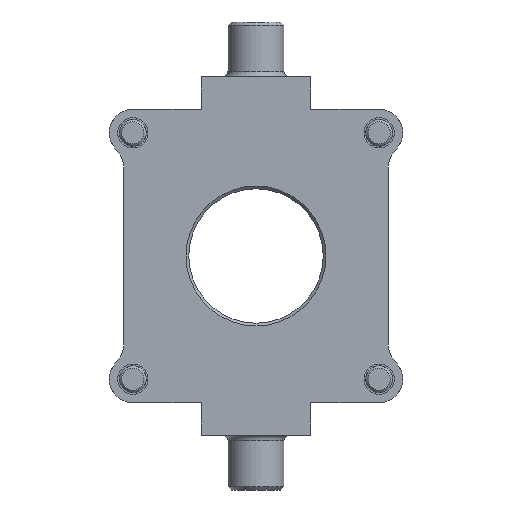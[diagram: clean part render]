
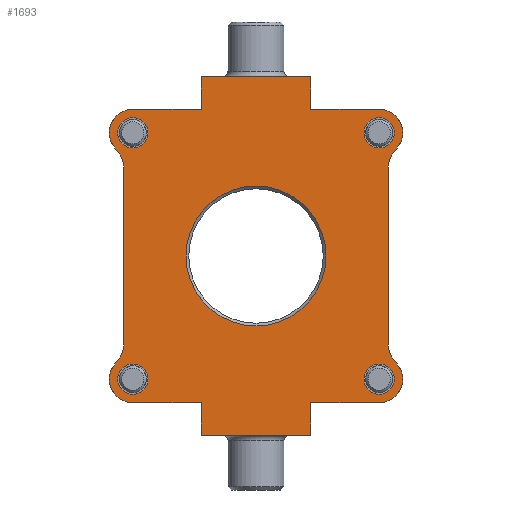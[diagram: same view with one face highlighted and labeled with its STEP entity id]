
A CAD part, front view. The second image highlights one B-rep face of the part: STEP entity #1693.
In plain terms, the highlighted planar face has unit normal (0, -1, 0).
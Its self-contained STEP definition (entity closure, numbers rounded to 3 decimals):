
#118=CIRCLE('',#1812,13.1);
#120=CIRCLE('',#1816,13.1);
#126=CIRCLE('',#1827,13.1);
#128=CIRCLE('',#1831,13.1);
#130=CIRCLE('',#1838,10.5);
#133=CIRCLE('',#1842,10.5);
#136=CIRCLE('',#1846,10.5);
#139=CIRCLE('',#1850,10.5);
#141=CIRCLE('',#1853,6.75);
#142=CIRCLE('',#1855,6.75);
#143=CIRCLE('',#1857,6.75);
#144=CIRCLE('',#1859,6.75);
#145=CIRCLE('',#1861,31.25);
#309=ORIENTED_EDGE('',*,*,#760,.F.);
#310=ORIENTED_EDGE('',*,*,#689,.F.);
#311=ORIENTED_EDGE('',*,*,#761,.F.);
#312=ORIENTED_EDGE('',*,*,#762,.F.);
#313=ORIENTED_EDGE('',*,*,#763,.F.);
#314=ORIENTED_EDGE('',*,*,#713,.F.);
#315=ORIENTED_EDGE('',*,*,#738,.F.);
#316=ORIENTED_EDGE('',*,*,#728,.T.);
#317=ORIENTED_EDGE('',*,*,#724,.F.);
#318=ORIENTED_EDGE('',*,*,#722,.T.);
#319=ORIENTED_EDGE('',*,*,#753,.F.);
#320=ORIENTED_EDGE('',*,*,#717,.F.);
#321=ORIENTED_EDGE('',*,*,#764,.F.);
#322=ORIENTED_EDGE('',*,*,#765,.F.);
#323=ORIENTED_EDGE('',*,*,#766,.F.);
#324=ORIENTED_EDGE('',*,*,#675,.F.);
#325=ORIENTED_EDGE('',*,*,#748,.F.);
#326=ORIENTED_EDGE('',*,*,#700,.T.);
#327=ORIENTED_EDGE('',*,*,#696,.F.);
#328=ORIENTED_EDGE('',*,*,#694,.T.);
#329=ORIENTED_EDGE('',*,*,#743,.F.);
#330=ORIENTED_EDGE('',*,*,#758,.T.);
#331=ORIENTED_EDGE('',*,*,#756,.T.);
#332=ORIENTED_EDGE('',*,*,#757,.T.);
#333=ORIENTED_EDGE('',*,*,#759,.T.);
#675=EDGE_CURVE('',#911,#912,#1074,.T.);
#689=EDGE_CURVE('',#925,#926,#1084,.T.);
#694=EDGE_CURVE('',#928,#930,#118,.T.);
#696=EDGE_CURVE('',#928,#932,#1089,.T.);
#700=EDGE_CURVE('',#934,#932,#120,.T.);
#713=EDGE_CURVE('',#947,#948,#1100,.T.);
#717=EDGE_CURVE('',#951,#952,#1104,.T.);
#722=EDGE_CURVE('',#954,#956,#126,.T.);
#724=EDGE_CURVE('',#954,#958,#1109,.T.);
#728=EDGE_CURVE('',#960,#958,#128,.T.);
#738=EDGE_CURVE('',#960,#947,#130,.T.);
#743=EDGE_CURVE('',#926,#930,#133,.T.);
#748=EDGE_CURVE('',#934,#911,#136,.T.);
#753=EDGE_CURVE('',#952,#956,#139,.T.);
#756=EDGE_CURVE('',#975,#975,#141,.T.);
#757=EDGE_CURVE('',#976,#976,#142,.T.);
#758=EDGE_CURVE('',#977,#977,#143,.T.);
#759=EDGE_CURVE('',#978,#978,#144,.T.);
#760=EDGE_CURVE('',#979,#979,#145,.T.);
#761=EDGE_CURVE('',#980,#925,#1124,.T.);
#762=EDGE_CURVE('',#981,#980,#1125,.T.);
#763=EDGE_CURVE('',#948,#981,#1126,.T.);
#764=EDGE_CURVE('',#982,#951,#1127,.T.);
#765=EDGE_CURVE('',#983,#982,#1128,.T.);
#766=EDGE_CURVE('',#912,#983,#1129,.T.);
#911=VERTEX_POINT('',#2570);
#912=VERTEX_POINT('',#2572);
#925=VERTEX_POINT('',#2601);
#926=VERTEX_POINT('',#2603);
#928=VERTEX_POINT('',#2608);
#930=VERTEX_POINT('',#2612);
#932=VERTEX_POINT('',#2618);
#934=VERTEX_POINT('',#2623);
#947=VERTEX_POINT('',#2653);
#948=VERTEX_POINT('',#2655);
#951=VERTEX_POINT('',#2662);
#952=VERTEX_POINT('',#2664);
#954=VERTEX_POINT('',#2669);
#956=VERTEX_POINT('',#2673);
#958=VERTEX_POINT('',#2679);
#960=VERTEX_POINT('',#2684);
#975=VERTEX_POINT('',#2735);
#976=VERTEX_POINT('',#2738);
#977=VERTEX_POINT('',#2741);
#978=VERTEX_POINT('',#2744);
#979=VERTEX_POINT('',#2747);
#980=VERTEX_POINT('',#2749);
#981=VERTEX_POINT('',#2751);
#982=VERTEX_POINT('',#2754);
#983=VERTEX_POINT('',#2756);
#1074=LINE('',#2571,#1204);
#1084=LINE('',#2602,#1214);
#1089=LINE('',#2617,#1219);
#1100=LINE('',#2654,#1230);
#1104=LINE('',#2663,#1234);
#1109=LINE('',#2678,#1239);
#1124=LINE('',#2748,#1254);
#1125=LINE('',#2750,#1255);
#1126=LINE('',#2752,#1256);
#1127=LINE('',#2753,#1257);
#1128=LINE('',#2755,#1258);
#1129=LINE('',#2757,#1259);
#1204=VECTOR('',#2018,1000.);
#1214=VECTOR('',#2042,1000.);
#1219=VECTOR('',#2055,1000.);
#1230=VECTOR('',#2086,1000.);
#1234=VECTOR('',#2092,1000.);
#1239=VECTOR('',#2105,1000.);
#1254=VECTOR('',#2186,1000.);
#1255=VECTOR('',#2187,1000.);
#1256=VECTOR('',#2188,1000.);
#1257=VECTOR('',#2189,1000.);
#1258=VECTOR('',#2190,1000.);
#1259=VECTOR('',#2191,1000.);
#1363=EDGE_LOOP('',(#309));
#1364=EDGE_LOOP('',(#310,#311,#312,#313,#314,#315,#316,#317,#318,#319,#320,
#321,#322,#323,#324,#325,#326,#327,#328,#329));
#1365=EDGE_LOOP('',(#330));
#1366=EDGE_LOOP('',(#331));
#1367=EDGE_LOOP('',(#332));
#1368=EDGE_LOOP('',(#333));
#1505=FACE_BOUND('',#1363,.T.);
#1506=FACE_BOUND('',#1364,.T.);
#1507=FACE_BOUND('',#1365,.T.);
#1508=FACE_BOUND('',#1366,.T.);
#1509=FACE_BOUND('',#1367,.T.);
#1510=FACE_BOUND('',#1368,.T.);
#1628=PLANE('',#1860);
#1693=ADVANCED_FACE('',(#1505,#1506,#1507,#1508,#1509,#1510),#1628,.F.);
#1812=AXIS2_PLACEMENT_3D('',#2613,#2050,#2051);
#1816=AXIS2_PLACEMENT_3D('',#2625,#2062,#2063);
#1827=AXIS2_PLACEMENT_3D('',#2674,#2100,#2101);
#1831=AXIS2_PLACEMENT_3D('',#2686,#2112,#2113);
#1838=AXIS2_PLACEMENT_3D('',#2705,#2131,#2132);
#1842=AXIS2_PLACEMENT_3D('',#2713,#2141,#2142);
#1846=AXIS2_PLACEMENT_3D('',#2721,#2151,#2152);
#1850=AXIS2_PLACEMENT_3D('',#2729,#2161,#2162);
#1853=AXIS2_PLACEMENT_3D('',#2734,#2168,#2169);
#1855=AXIS2_PLACEMENT_3D('',#2737,#2172,#2173);
#1857=AXIS2_PLACEMENT_3D('',#2740,#2176,#2177);
#1859=AXIS2_PLACEMENT_3D('',#2743,#2180,#2181);
#1860=AXIS2_PLACEMENT_3D('',#2745,#2182,#2183);
#1861=AXIS2_PLACEMENT_3D('',#2746,#2184,#2185);
#2018=DIRECTION('',(0.,0.,-1.));
#2042=DIRECTION('',(0.,0.,1.));
#2050=DIRECTION('',(0.,1.,0.));
#2051=DIRECTION('',(1.,0.,0.));
#2055=DIRECTION('',(1.,0.,0.));
#2062=DIRECTION('',(0.,1.,0.));
#2063=DIRECTION('',(1.,0.,0.));
#2086=DIRECTION('',(0.,0.,1.));
#2092=DIRECTION('',(0.,0.,-1.));
#2100=DIRECTION('',(0.,1.,0.));
#2101=DIRECTION('',(1.,0.,0.));
#2105=DIRECTION('',(-1.,0.,0.));
#2112=DIRECTION('',(0.,1.,0.));
#2113=DIRECTION('',(1.,0.,0.));
#2131=DIRECTION('',(0.,1.,0.));
#2132=DIRECTION('',(1.,0.,0.));
#2141=DIRECTION('',(0.,1.,0.));
#2142=DIRECTION('',(1.,0.,0.));
#2151=DIRECTION('',(0.,1.,0.));
#2152=DIRECTION('',(1.,0.,0.));
#2161=DIRECTION('',(0.,1.,0.));
#2162=DIRECTION('',(1.,0.,0.));
#2168=DIRECTION('',(0.,1.,0.));
#2169=DIRECTION('',(1.,0.,0.));
#2172=DIRECTION('',(0.,1.,0.));
#2173=DIRECTION('',(1.,0.,0.));
#2176=DIRECTION('',(0.,1.,0.));
#2177=DIRECTION('',(1.,0.,0.));
#2180=DIRECTION('',(0.,1.,0.));
#2181=DIRECTION('',(1.,0.,0.));
#2182=DIRECTION('',(0.,1.,0.));
#2183=DIRECTION('',(0.,0.,1.));
#2184=DIRECTION('',(0.,-1.,0.));
#2185=DIRECTION('',(0.,0.,-1.));
#2186=DIRECTION('',(1.,0.,0.));
#2187=DIRECTION('',(0.,0.,1.));
#2188=DIRECTION('',(-1.,0.,0.));
#2189=DIRECTION('',(-1.,0.,0.));
#2190=DIRECTION('',(0.,0.,-1.));
#2191=DIRECTION('',(1.,0.,0.));
#2570=CARTESIAN_POINT('',(65.5,0.,55.));
#2571=CARTESIAN_POINT('',(65.5,0.,55.));
#2572=CARTESIAN_POINT('',(65.5,0.,24.5));
#2601=CARTESIAN_POINT('',(-65.5,0.,24.5));
#2602=CARTESIAN_POINT('',(-65.5,0.,-55.));
#2603=CARTESIAN_POINT('',(-65.5,0.,55.));
#2608=CARTESIAN_POINT('',(-38.735,0.,59.));
#2612=CARTESIAN_POINT('',(-47.763,0.,62.608));
#2613=CARTESIAN_POINT('',(-38.735,0.,72.1));
#2617=CARTESIAN_POINT('',(-38.735,0.,59.));
#2618=CARTESIAN_POINT('',(38.735,0.,59.));
#2623=CARTESIAN_POINT('',(47.763,0.,62.608));
#2625=CARTESIAN_POINT('',(38.735,0.,72.1));
#2653=CARTESIAN_POINT('',(-65.5,0.,-55.));
#2654=CARTESIAN_POINT('',(-65.5,0.,-55.));
#2655=CARTESIAN_POINT('',(-65.5,0.,-24.5));
#2662=CARTESIAN_POINT('',(65.5,0.,-24.5));
#2663=CARTESIAN_POINT('',(65.5,0.,55.));
#2664=CARTESIAN_POINT('',(65.5,0.,-55.));
#2669=CARTESIAN_POINT('',(38.735,0.,-59.));
#2673=CARTESIAN_POINT('',(47.763,0.,-62.608));
#2674=CARTESIAN_POINT('',(38.735,0.,-72.1));
#2678=CARTESIAN_POINT('',(38.735,0.,-59.));
#2679=CARTESIAN_POINT('',(-38.735,0.,-59.));
#2684=CARTESIAN_POINT('',(-47.763,0.,-62.608));
#2686=CARTESIAN_POINT('',(-38.735,0.,-72.1));
#2705=CARTESIAN_POINT('',(-55.,0.,-55.));
#2713=CARTESIAN_POINT('',(-55.,0.,55.));
#2721=CARTESIAN_POINT('',(55.,0.,55.));
#2729=CARTESIAN_POINT('',(55.,0.,-55.));
#2734=CARTESIAN_POINT('',(55.,0.,-55.));
#2735=CARTESIAN_POINT('',(61.75,0.,-55.));
#2737=CARTESIAN_POINT('',(55.,0.,55.));
#2738=CARTESIAN_POINT('',(61.75,0.,55.));
#2740=CARTESIAN_POINT('',(-55.,0.,-55.));
#2741=CARTESIAN_POINT('',(-48.25,0.,-55.));
#2743=CARTESIAN_POINT('',(-55.,0.,55.));
#2744=CARTESIAN_POINT('',(-48.25,0.,55.));
#2745=CARTESIAN_POINT('',(-55.,0.,-55.));
#2746=CARTESIAN_POINT('',(0.,0.,0.));
#2747=CARTESIAN_POINT('',(0.,0.,-31.25));
#2748=CARTESIAN_POINT('',(-80.,0.,24.5));
#2749=CARTESIAN_POINT('',(-80.,0.,24.5));
#2750=CARTESIAN_POINT('',(-80.,0.,-24.5));
#2751=CARTESIAN_POINT('',(-80.,0.,-24.5));
#2752=CARTESIAN_POINT('',(-33.522,0.,-24.5));
#2753=CARTESIAN_POINT('',(80.,0.,-24.5));
#2754=CARTESIAN_POINT('',(80.,0.,-24.5));
#2755=CARTESIAN_POINT('',(80.,0.,24.5));
#2756=CARTESIAN_POINT('',(80.,0.,24.5));
#2757=CARTESIAN_POINT('',(33.522,0.,24.5));
